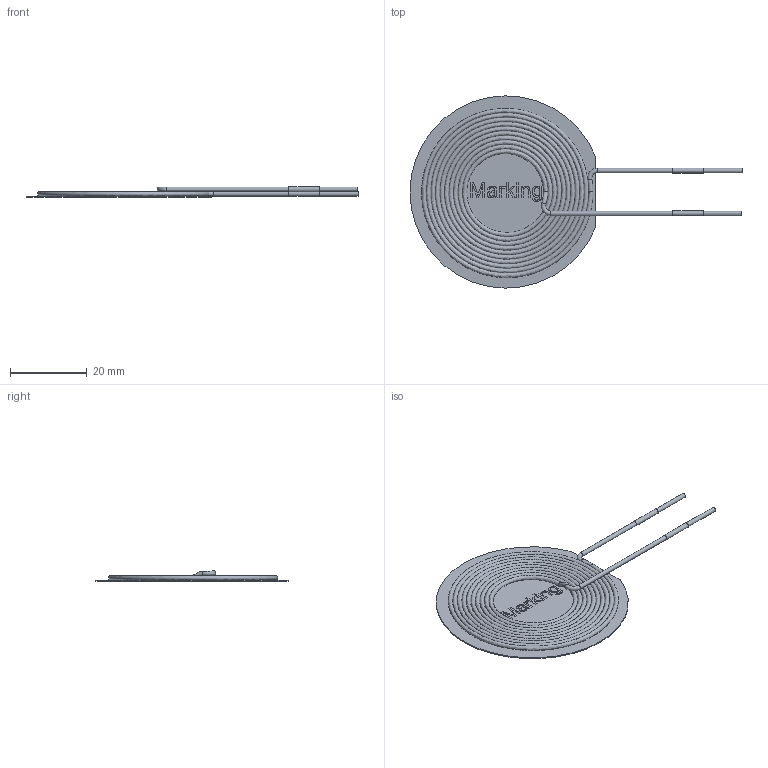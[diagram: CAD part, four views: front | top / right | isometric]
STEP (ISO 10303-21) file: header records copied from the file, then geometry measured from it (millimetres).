
FILE_DESCRIPTION(/* description */ ('Unknown'),/* implementation_level */ '2;1');
FILE_NAME(/* name */ '760308101411',/* time_stamp */ '2019-08-29T11:29:46+08:00',/* author */ ('Unknown'),/* organization */ ('Unknown'),/* preprocessor_version */ 'ST-DEVELOPER v16.7',/* originating_system */ 'DEX',/* authorisation */ $);
FILE_SCHEMA (('AUTOMOTIVE_DESIGN {1 0 10303 214 3 1 1}'));
Length unit declared in the file: millimetre
Products named in the file (3): 760308101411; shield; Wire
Assembly tree (2 placements, depth 2):
  760308101411
    shield
    Wire
Bounding box: 86.32 x 50 x 2.69 mm (x, y, z)
Volume: 1736.7 mm3; surface area: 7969.4 mm2
Topology: 2 solids, 2 shells, 93 faces, 228 edges, 152 vertices
Faces by surface type: plane 65, bspline 18, cylinder 7, torus 3
Full cylindrical faces by diameter (mm): 1.15 x4, 1.3 x2
Entity records: 7468 total; most frequent: CARTESIAN_POINT 5454, ORIENTED_EDGE 418, DIRECTION 257, EDGE_CURVE 209, VERTEX_POINT 145, B_SPLINE_CURVE_WITH_KNOTS 126, EDGE_LOOP 120, FACE_BOUND 120
